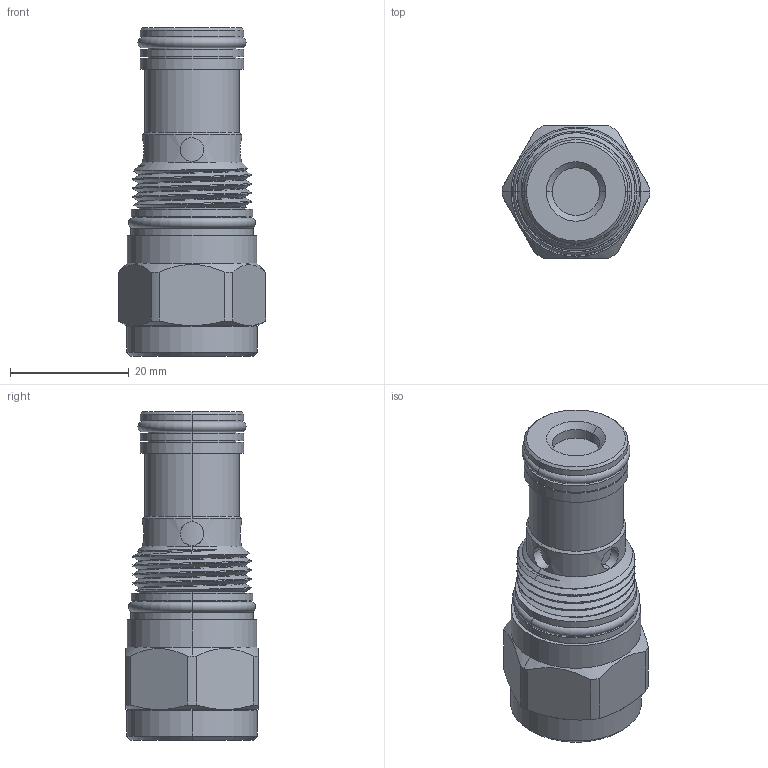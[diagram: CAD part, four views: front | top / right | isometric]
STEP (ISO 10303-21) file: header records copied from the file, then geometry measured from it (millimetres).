
FILE_DESCRIPTION (( 'STEP AP203' ), '1' );
FILE_NAME ('FR13A2F-N.STEP', '2016-05-24T07:21:22', ( '' ), ( '' ), 'SwSTEP 2.0', 'SolidWorks 2012', '' );
FILE_SCHEMA (( 'CONFIG_CONTROL_DESIGN' ));
Length unit declared in the file: millimetre
Products named in the file (1): FR13A2F-N
Bounding box: 24.8 x 22.22 x 55.25 mm (x, y, z)
Volume: 16034.5 mm3; surface area: 5812 mm2
Topology: 1 solids, 1 shells, 136 faces, 328 edges, 207 vertices
Faces by surface type: cylinder 62, plane 38, cone 27, torus 6, bspline 3
Entity records: 6989 total; most frequent: CARTESIAN_POINT 3832, ORIENTED_EDGE 652, DIRECTION 635, EDGE_CURVE 326, AXIS2_PLACEMENT_3D 257, VERTEX_POINT 207, EDGE_LOOP 151, FACE_OUTER_BOUND 136
